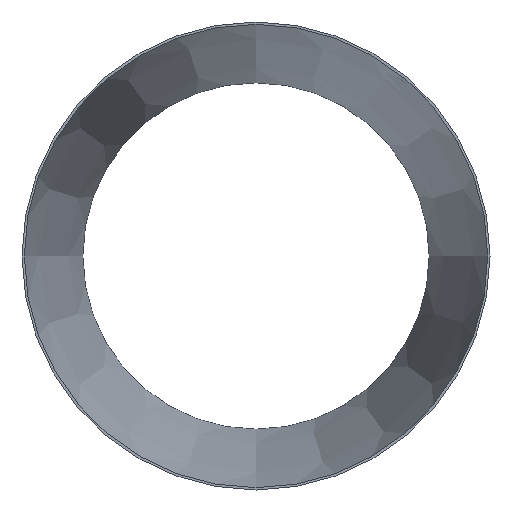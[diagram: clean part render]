
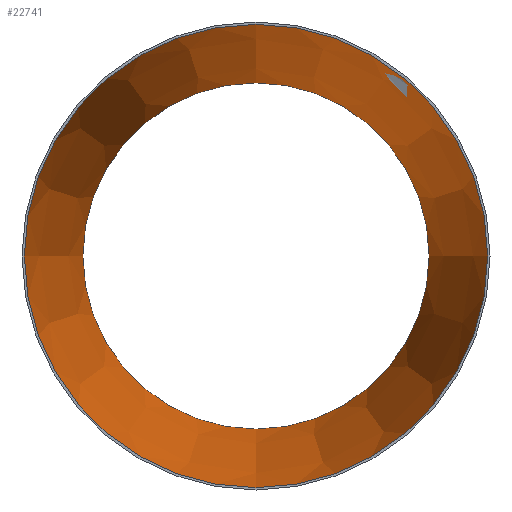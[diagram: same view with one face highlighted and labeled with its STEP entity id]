
A CAD part, front view. The second image highlights one B-rep face of the part: STEP entity #22741.
In plain terms, the highlighted conical face has half-angle 9.465 degrees and reference radius 402.345 mm.
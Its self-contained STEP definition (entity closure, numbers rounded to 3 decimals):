
#4023 = FACE_BOUND ( 'NONE', #39011, .T. ) ;
#6083 = AXIS2_PLACEMENT_3D ( 'NONE', #34866, #10503, #30066 ) ;
#6730 = ORIENTED_EDGE ( 'NONE', *, *, #28436, .T. ) ;
#8408 = CARTESIAN_POINT ( 'NONE',  ( 0., 0., -402.345 ) ) ;
#10181 = CIRCLE ( 'NONE', #15290, 402.345 ) ;
#10503 = DIRECTION ( 'NONE',  ( 0., -1., 0. ) ) ;
#15290 = AXIS2_PLACEMENT_3D ( 'NONE', #37986, #17647, #25417 ) ;
#15538 = EDGE_LOOP ( 'NONE', ( #6730 ) ) ;
#17647 = DIRECTION ( 'NONE',  ( 0., -1., 0. ) ) ;
#19554 = CARTESIAN_POINT ( 'NONE',  ( 0., 0., 0. ) ) ;
#20975 = AXIS2_PLACEMENT_3D ( 'NONE', #19554, #36938, #23577 ) ;
#22741 = ADVANCED_FACE ( 'NONE', ( #4023, #32925 ), #38094, .F. ) ;
#23577 = DIRECTION ( 'NONE',  ( 0., 0., -1. ) ) ;
#24194 = VERTEX_POINT ( 'NONE', #37035 ) ;
#25417 = DIRECTION ( 'NONE',  ( 0., 0., -1. ) ) ;
#28436 = EDGE_CURVE ( 'NONE', #28761, #28761, #10181, .T. ) ;
#28761 = VERTEX_POINT ( 'NONE', #8408 ) ;
#30066 = DIRECTION ( 'NONE',  ( 0., 0., -1. ) ) ;
#32611 = ORIENTED_EDGE ( 'NONE', *, *, #36946, .F. ) ;
#32925 = FACE_OUTER_BOUND ( 'NONE', #15538, .T. ) ;
#34866 = CARTESIAN_POINT ( 'NONE',  ( 0., 610., 0. ) ) ;
#36938 = DIRECTION ( 'NONE',  ( 0., -1., 0. ) ) ;
#36946 = EDGE_CURVE ( 'NONE', #24194, #24194, #50587, .T. ) ;
#37035 = CARTESIAN_POINT ( 'NONE',  ( 0., 610., -300.645 ) ) ;
#37986 = CARTESIAN_POINT ( 'NONE',  ( 0., 0., 0. ) ) ;
#38094 = CONICAL_SURFACE ( 'NONE', #20975, 402.345, 0.165 ) ;
#39011 = EDGE_LOOP ( 'NONE', ( #32611 ) ) ;
#50587 = CIRCLE ( 'NONE', #6083, 300.645 ) ;
